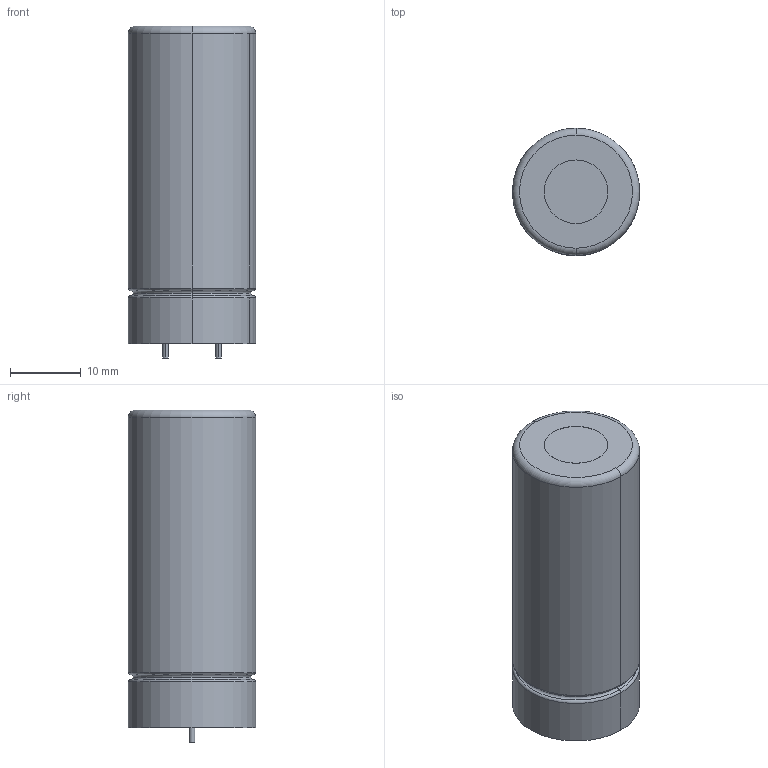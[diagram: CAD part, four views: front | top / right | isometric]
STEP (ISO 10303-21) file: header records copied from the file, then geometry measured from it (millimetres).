
FILE_DESCRIPTION (( 'STEP AP214' ), '1' );
FILE_NAME ( 'CAPPRD750W80D1800H4500.STEP', '2022-11-18T16:06:41', ( '' ), ( '' ), '', '©2017 PCB Libraries, Inc.', '' );
FILE_SCHEMA (( 'AUTOMOTIVE_DESIGN' ));
Length unit declared in the file: millimetre
Products named in the file (1): CAPPRD750W80D1800H4500
Bounding box: 18 x 18 x 47.01 mm (x, y, z)
Volume: 11418.4 mm3; surface area: 3879.5 mm2
Topology: 6 solids, 6 shells, 40 faces, 72 edges, 44 vertices
Faces by surface type: plane 16, cylinder 14, torus 10
Entity records: 1164 total; most frequent: DIRECTION 200, CARTESIAN_POINT 157, ORIENTED_EDGE 144, AXIS2_PLACEMENT_3D 87, EDGE_CURVE 72, STYLED_ITEM 47, PRESENTATION_LAYER_ASSIGNMENT 47, MECHANICAL_DESIGN_GEOMETRIC_PRESENTATION_REPRESENTATION 47
